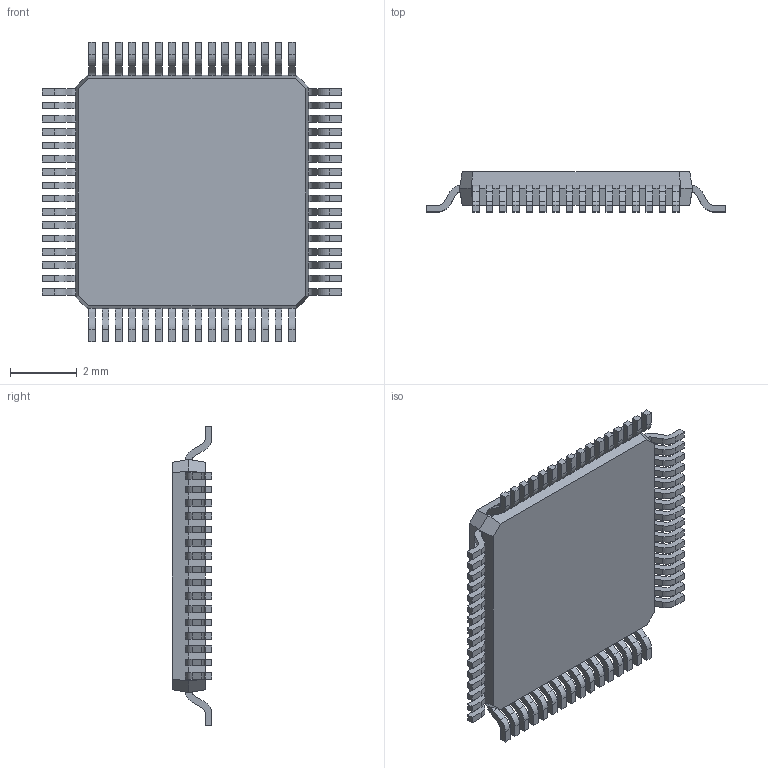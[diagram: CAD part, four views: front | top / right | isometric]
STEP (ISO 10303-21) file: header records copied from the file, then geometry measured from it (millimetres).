
FILE_DESCRIPTION (( 'STEP AP214' ), '1' );
FILE_NAME ('TSQFP40P900X900-64.STEP', '2011-01-31T08:44:59', ( 'vpeshkov' ), ( 'cad-design.ru' ), 'SwSTEP 2.0', 'SolidWorks 2009', '' );
FILE_SCHEMA (( 'AUTOMOTIVE_DESIGN' ));
Length unit declared in the file: millimetre
Products named in the file (1): TSQFP40P900X900-64
Bounding box: 9 x 1.2 x 9 mm (x, y, z)
Volume: 50.9 mm3; surface area: 186.3 mm2
Topology: 1 solids, 1 shells, 728 faces, 2164 edges, 1440 vertices
Faces by surface type: plane 468, cylinder 260
Entity records: 32217 total; most frequent: CARTESIAN_POINT 4333, ORIENTED_EDGE 4328, DIRECTION 4142, EDGE_CURVE 2164, VECTOR 1644, LINE 1644, VERTEX_POINT 1440, AXIS2_PLACEMENT_3D 1249
